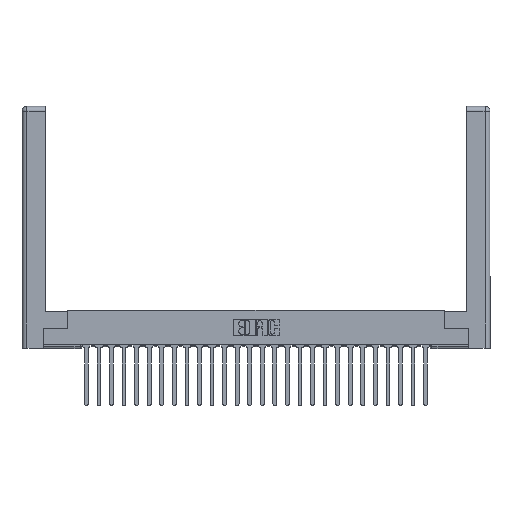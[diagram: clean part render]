
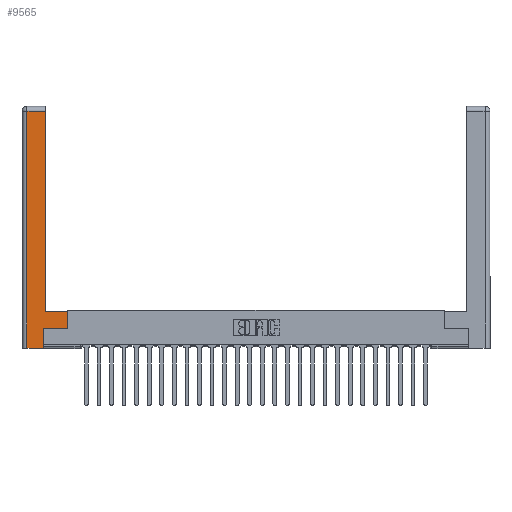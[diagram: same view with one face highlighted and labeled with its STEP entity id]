
A CAD part, top view. The second image highlights one B-rep face of the part: STEP entity #9565.
In plain terms, the highlighted planar face has unit normal (0, 0, 1).
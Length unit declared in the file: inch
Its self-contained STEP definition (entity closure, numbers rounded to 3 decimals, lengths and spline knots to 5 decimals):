
#155 = CARTESIAN_POINT ( 'NONE',  ( 0.0615, 0., 0. ) ) ;
#580 = EDGE_CURVE ( 'NONE', #8209, #13704, #25504, .T. ) ;
#894 = ORIENTED_EDGE ( 'NONE', *, *, #2992, .T. ) ;
#1511 = CARTESIAN_POINT ( 'NONE',  ( 0.265, 0., 0. ) ) ;
#1579 = ORIENTED_EDGE ( 'NONE', *, *, #580, .T. ) ;
#1603 = VECTOR ( 'NONE', #12456, 39.37008 ) ;
#1944 = VECTOR ( 'NONE', #22222, 39.37008 ) ;
#1965 = CARTESIAN_POINT ( 'NONE',  ( 0.265, 0.245, 0. ) ) ;
#2992 = EDGE_CURVE ( 'NONE', #26218, #8712, #18534, .T. ) ;
#3577 = VERTEX_POINT ( 'NONE', #6577 ) ;
#4483 = EDGE_CURVE ( 'NONE', #3577, #17120, #5096, .T. ) ;
#4707 = AXIS2_PLACEMENT_3D ( 'NONE', #16944, #8017, #23244 ) ;
#5096 = LINE ( 'NONE', #17116, #15708 ) ;
#6503 = CARTESIAN_POINT ( 'NONE',  ( 0.565, 0.45, 0. ) ) ;
#6577 = CARTESIAN_POINT ( 'NONE',  ( 0.0615, 2.94, 0. ) ) ;
#6681 = DIRECTION ( 'NONE',  ( 0., 1., 0. ) ) ;
#6985 = CARTESIAN_POINT ( 'NONE',  ( 0.565, 0.45, 0. ) ) ;
#7344 = ORIENTED_EDGE ( 'NONE', *, *, #19887, .T. ) ;
#7386 = LINE ( 'NONE', #1511, #1603 ) ;
#7527 = DIRECTION ( 'NONE',  ( 1., 0., 0. ) ) ;
#8017 = DIRECTION ( 'NONE',  ( 0., 0., -1. ) ) ;
#8209 = VERTEX_POINT ( 'NONE', #13980 ) ;
#8233 = LINE ( 'NONE', #17148, #19200 ) ;
#8502 = VERTEX_POINT ( 'NONE', #1965 ) ;
#8712 = VERTEX_POINT ( 'NONE', #6985 ) ;
#9565 = ADVANCED_FACE ( 'NONE', ( #26502 ), #16850, .F. ) ;
#9757 = CARTESIAN_POINT ( 'NONE',  ( 0.295, 2.94, 0. ) ) ;
#9760 = DIRECTION ( 'NONE',  ( 0., 1., 0. ) ) ;
#9978 = VECTOR ( 'NONE', #18920, 39.37008 ) ;
#10608 = CARTESIAN_POINT ( 'NONE',  ( 0.265, 0., 0. ) ) ;
#11000 = VECTOR ( 'NONE', #6681, 39.37008 ) ;
#11509 = ORIENTED_EDGE ( 'NONE', *, *, #19078, .T. ) ;
#11915 = CARTESIAN_POINT ( 'NONE',  ( 0.565, 0.245, 0. ) ) ;
#12086 = ORIENTED_EDGE ( 'NONE', *, *, #4483, .T. ) ;
#12456 = DIRECTION ( 'NONE',  ( 1., 0., 0. ) ) ;
#12868 = EDGE_CURVE ( 'NONE', #17120, #15920, #7386, .T. ) ;
#13704 = VERTEX_POINT ( 'NONE', #9757 ) ;
#13980 = CARTESIAN_POINT ( 'NONE',  ( 0.295, 0.45, 0. ) ) ;
#14794 = CARTESIAN_POINT ( 'NONE',  ( 0.295, 0.45, 0. ) ) ;
#15678 = DIRECTION ( 'NONE',  ( -1., 0., 0. ) ) ;
#15708 = VECTOR ( 'NONE', #25437, 39.37008 ) ;
#15890 = ORIENTED_EDGE ( 'NONE', *, *, #22978, .T. ) ;
#15920 = VERTEX_POINT ( 'NONE', #10608 ) ;
#15926 = LINE ( 'NONE', #11915, #23117 ) ;
#16850 = PLANE ( 'NONE',  #4707 ) ;
#16944 = CARTESIAN_POINT ( 'NONE',  ( 0., 0., 0. ) ) ;
#17116 = CARTESIAN_POINT ( 'NONE',  ( 0.0615, 0., 0. ) ) ;
#17120 = VERTEX_POINT ( 'NONE', #155 ) ;
#17148 = CARTESIAN_POINT ( 'NONE',  ( 0.0615, 2.94, 0. ) ) ;
#17930 = CARTESIAN_POINT ( 'NONE',  ( 0.265, 0.245, 0. ) ) ;
#18522 = EDGE_LOOP ( 'NONE', ( #1579, #15890, #12086, #24685, #11509, #7344, #894, #24654 ) ) ;
#18534 = LINE ( 'NONE', #6503, #11000 ) ;
#18920 = DIRECTION ( 'NONE',  ( -1., 0., 0. ) ) ;
#19078 = EDGE_CURVE ( 'NONE', #15920, #8502, #19391, .T. ) ;
#19200 = VECTOR ( 'NONE', #15678, 39.37008 ) ;
#19391 = LINE ( 'NONE', #17930, #1944 ) ;
#19887 = EDGE_CURVE ( 'NONE', #8502, #26218, #15926, .T. ) ;
#21634 = LINE ( 'NONE', #14794, #9978 ) ;
#22222 = DIRECTION ( 'NONE',  ( 0., 1., 0. ) ) ;
#22827 = CARTESIAN_POINT ( 'NONE',  ( 0.565, 0.245, 0. ) ) ;
#22978 = EDGE_CURVE ( 'NONE', #13704, #3577, #8233, .T. ) ;
#23117 = VECTOR ( 'NONE', #7527, 39.37008 ) ;
#23244 = DIRECTION ( 'NONE',  ( -1., 0., 0. ) ) ;
#24141 = CARTESIAN_POINT ( 'NONE',  ( 0.295, 3., 0. ) ) ;
#24573 = EDGE_CURVE ( 'NONE', #8712, #8209, #21634, .T. ) ;
#24654 = ORIENTED_EDGE ( 'NONE', *, *, #24573, .T. ) ;
#24685 = ORIENTED_EDGE ( 'NONE', *, *, #12868, .T. ) ;
#25150 = VECTOR ( 'NONE', #9760, 39.37008 ) ;
#25437 = DIRECTION ( 'NONE',  ( 0., -1., 0. ) ) ;
#25504 = LINE ( 'NONE', #24141, #25150 ) ;
#26218 = VERTEX_POINT ( 'NONE', #22827 ) ;
#26502 = FACE_OUTER_BOUND ( 'NONE', #18522, .T. ) ;
